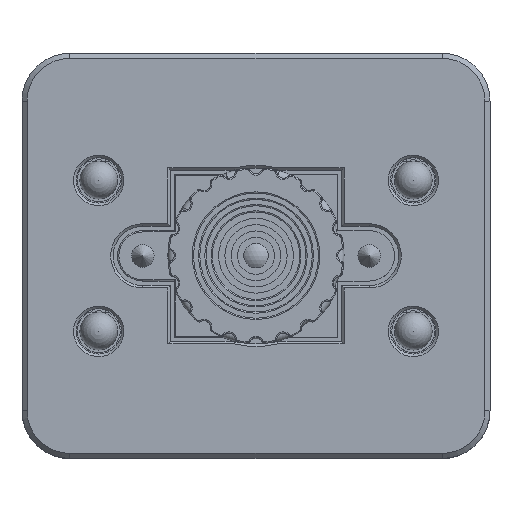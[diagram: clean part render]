
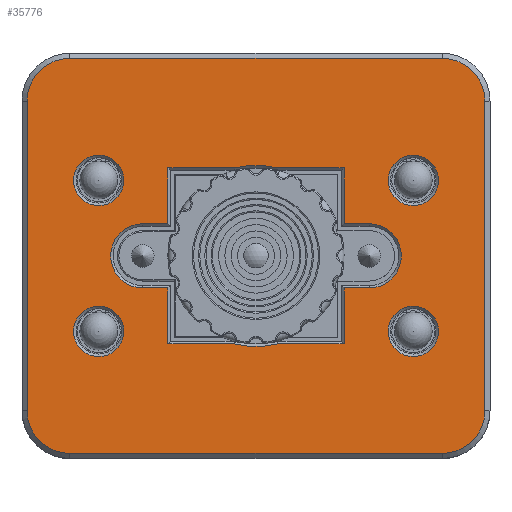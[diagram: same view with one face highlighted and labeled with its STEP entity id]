
A CAD part, top view. The second image highlights one B-rep face of the part: STEP entity #35776.
In plain terms, the highlighted planar face has unit normal (0, 0, 1).
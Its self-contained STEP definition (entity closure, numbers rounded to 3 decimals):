
#1034=FACE_BOUND('',#13431,.T.);
#1035=FACE_BOUND('',#13432,.T.);
#1036=FACE_BOUND('',#13433,.T.);
#1037=FACE_BOUND('',#13434,.T.);
#1038=FACE_BOUND('',#13435,.T.);
#4201=LINE('',#65383,#7941);
#4203=LINE('',#65388,#7943);
#4204=LINE('',#65392,#7944);
#4205=LINE('',#65396,#7945);
#4206=LINE('',#65400,#7946);
#4207=LINE('',#65411,#7947);
#4208=LINE('',#65415,#7948);
#4209=LINE('',#65417,#7949);
#4210=LINE('',#65419,#7950);
#4211=LINE('',#65423,#7951);
#4212=LINE('',#65425,#7952);
#4213=LINE('',#65427,#7953);
#4214=LINE('',#65431,#7954);
#4215=LINE('',#65433,#7955);
#4216=LINE('',#65435,#7956);
#4217=LINE('',#65438,#7957);
#7941=VECTOR('',#47021,10.);
#7943=VECTOR('',#47025,10.);
#7944=VECTOR('',#47028,10.);
#7945=VECTOR('',#47031,10.);
#7946=VECTOR('',#47034,10.);
#7947=VECTOR('',#47045,10.);
#7948=VECTOR('',#47048,10.);
#7949=VECTOR('',#47049,10.);
#7950=VECTOR('',#47050,10.);
#7951=VECTOR('',#47053,10.);
#7952=VECTOR('',#47054,10.);
#7953=VECTOR('',#47055,10.);
#7954=VECTOR('',#47058,10.);
#7955=VECTOR('',#47059,10.);
#7956=VECTOR('',#47060,10.);
#7957=VECTOR('',#47063,10.);
#9575=PLANE('',#38661);
#11405=FACE_OUTER_BOUND('',#13430,.T.);
#13430=EDGE_LOOP('',(#31817,#31818,#31819,#31820,#31821,#31822,#31823,#31824));
#13431=EDGE_LOOP('',(#31825));
#13432=EDGE_LOOP('',(#31826));
#13433=EDGE_LOOP('',(#31827));
#13434=EDGE_LOOP('',(#31828));
#13435=EDGE_LOOP('',(#31829,#31830,#31831,#31832,#31833,#31834,#31835,#31836,
#31837,#31838,#31839,#31840,#31841,#31842,#31843,#31844));
#14937=CIRCLE('',#38662,3.4);
#14938=CIRCLE('',#38663,3.4);
#14939=CIRCLE('',#38664,3.4);
#14940=CIRCLE('',#38665,3.4);
#14941=CIRCLE('',#38666,2.);
#14942=CIRCLE('',#38667,2.);
#14943=CIRCLE('',#38668,2.);
#14944=CIRCLE('',#38669,2.);
#14945=CIRCLE('',#38670,2.55);
#14946=CIRCLE('',#38671,7.2);
#14947=CIRCLE('',#38672,2.55);
#14948=CIRCLE('',#38673,7.2);
#17844=VERTEX_POINT('',#65380);
#17845=VERTEX_POINT('',#65382);
#17846=VERTEX_POINT('',#65386);
#17847=VERTEX_POINT('',#65387);
#17848=VERTEX_POINT('',#65389);
#17849=VERTEX_POINT('',#65391);
#17850=VERTEX_POINT('',#65393);
#17851=VERTEX_POINT('',#65395);
#17852=VERTEX_POINT('',#65397);
#17853=VERTEX_POINT('',#65399);
#17854=VERTEX_POINT('',#65402);
#17855=VERTEX_POINT('',#65404);
#17856=VERTEX_POINT('',#65406);
#17857=VERTEX_POINT('',#65408);
#17858=VERTEX_POINT('',#65410);
#17859=VERTEX_POINT('',#65412);
#17860=VERTEX_POINT('',#65414);
#17861=VERTEX_POINT('',#65416);
#17862=VERTEX_POINT('',#65418);
#17863=VERTEX_POINT('',#65420);
#17864=VERTEX_POINT('',#65422);
#17865=VERTEX_POINT('',#65424);
#17866=VERTEX_POINT('',#65426);
#17867=VERTEX_POINT('',#65428);
#17868=VERTEX_POINT('',#65430);
#17869=VERTEX_POINT('',#65432);
#17870=VERTEX_POINT('',#65434);
#17871=VERTEX_POINT('',#65436);
#22583=EDGE_CURVE('',#17844,#17845,#4201,.T.);
#22585=EDGE_CURVE('',#17846,#17847,#4203,.T.);
#22586=EDGE_CURVE('',#17848,#17846,#14937,.T.);
#22587=EDGE_CURVE('',#17849,#17848,#4204,.T.);
#22588=EDGE_CURVE('',#17850,#17849,#14938,.T.);
#22589=EDGE_CURVE('',#17851,#17850,#4205,.T.);
#22590=EDGE_CURVE('',#17852,#17851,#14939,.T.);
#22591=EDGE_CURVE('',#17853,#17852,#4206,.T.);
#22592=EDGE_CURVE('',#17847,#17853,#14940,.T.);
#22593=EDGE_CURVE('',#17854,#17854,#14941,.T.);
#22594=EDGE_CURVE('',#17855,#17855,#14942,.T.);
#22595=EDGE_CURVE('',#17856,#17856,#14943,.T.);
#22596=EDGE_CURVE('',#17857,#17857,#14944,.T.);
#22597=EDGE_CURVE('',#17858,#17844,#4207,.T.);
#22598=EDGE_CURVE('',#17859,#17858,#14945,.T.);
#22599=EDGE_CURVE('',#17860,#17859,#4208,.T.);
#22600=EDGE_CURVE('',#17861,#17860,#4209,.T.);
#22601=EDGE_CURVE('',#17862,#17861,#4210,.T.);
#22602=EDGE_CURVE('',#17863,#17862,#14946,.T.);
#22603=EDGE_CURVE('',#17864,#17863,#4211,.T.);
#22604=EDGE_CURVE('',#17865,#17864,#4212,.T.);
#22605=EDGE_CURVE('',#17866,#17865,#4213,.T.);
#22606=EDGE_CURVE('',#17867,#17866,#14947,.T.);
#22607=EDGE_CURVE('',#17868,#17867,#4214,.T.);
#22608=EDGE_CURVE('',#17869,#17868,#4215,.T.);
#22609=EDGE_CURVE('',#17870,#17869,#4216,.T.);
#22610=EDGE_CURVE('',#17871,#17870,#14948,.T.);
#22611=EDGE_CURVE('',#17845,#17871,#4217,.T.);
#31817=ORIENTED_EDGE('',*,*,#22585,.F.);
#31818=ORIENTED_EDGE('',*,*,#22586,.F.);
#31819=ORIENTED_EDGE('',*,*,#22587,.F.);
#31820=ORIENTED_EDGE('',*,*,#22588,.F.);
#31821=ORIENTED_EDGE('',*,*,#22589,.F.);
#31822=ORIENTED_EDGE('',*,*,#22590,.F.);
#31823=ORIENTED_EDGE('',*,*,#22591,.F.);
#31824=ORIENTED_EDGE('',*,*,#22592,.F.);
#31825=ORIENTED_EDGE('',*,*,#22593,.F.);
#31826=ORIENTED_EDGE('',*,*,#22594,.F.);
#31827=ORIENTED_EDGE('',*,*,#22595,.F.);
#31828=ORIENTED_EDGE('',*,*,#22596,.F.);
#31829=ORIENTED_EDGE('',*,*,#22583,.F.);
#31830=ORIENTED_EDGE('',*,*,#22597,.F.);
#31831=ORIENTED_EDGE('',*,*,#22598,.F.);
#31832=ORIENTED_EDGE('',*,*,#22599,.F.);
#31833=ORIENTED_EDGE('',*,*,#22600,.F.);
#31834=ORIENTED_EDGE('',*,*,#22601,.F.);
#31835=ORIENTED_EDGE('',*,*,#22602,.F.);
#31836=ORIENTED_EDGE('',*,*,#22603,.F.);
#31837=ORIENTED_EDGE('',*,*,#22604,.F.);
#31838=ORIENTED_EDGE('',*,*,#22605,.F.);
#31839=ORIENTED_EDGE('',*,*,#22606,.F.);
#31840=ORIENTED_EDGE('',*,*,#22607,.F.);
#31841=ORIENTED_EDGE('',*,*,#22608,.F.);
#31842=ORIENTED_EDGE('',*,*,#22609,.F.);
#31843=ORIENTED_EDGE('',*,*,#22610,.F.);
#31844=ORIENTED_EDGE('',*,*,#22611,.F.);
#35776=ADVANCED_FACE('',(#11405,#1034,#1035,#1036,#1037,#1038),#9575,.T.);
#38661=AXIS2_PLACEMENT_3D('',#65385,#47023,#47024);
#38662=AXIS2_PLACEMENT_3D('',#65390,#47026,#47027);
#38663=AXIS2_PLACEMENT_3D('',#65394,#47029,#47030);
#38664=AXIS2_PLACEMENT_3D('',#65398,#47032,#47033);
#38665=AXIS2_PLACEMENT_3D('',#65401,#47035,#47036);
#38666=AXIS2_PLACEMENT_3D('',#65403,#47037,#47038);
#38667=AXIS2_PLACEMENT_3D('',#65405,#47039,#47040);
#38668=AXIS2_PLACEMENT_3D('',#65407,#47041,#47042);
#38669=AXIS2_PLACEMENT_3D('',#65409,#47043,#47044);
#38670=AXIS2_PLACEMENT_3D('',#65413,#47046,#47047);
#38671=AXIS2_PLACEMENT_3D('',#65421,#47051,#47052);
#38672=AXIS2_PLACEMENT_3D('',#65429,#47056,#47057);
#38673=AXIS2_PLACEMENT_3D('',#65437,#47061,#47062);
#47021=DIRECTION('',(0.,-1.,0.));
#47023=DIRECTION('center_axis',(0.,0.,1.));
#47024=DIRECTION('ref_axis',(-1.,0.,0.));
#47025=DIRECTION('',(-1.,0.,0.));
#47026=DIRECTION('center_axis',(0.,0.,-1.));
#47027=DIRECTION('ref_axis',(0.707,-0.707,0.));
#47028=DIRECTION('',(0.,-1.,0.));
#47029=DIRECTION('center_axis',(0.,0.,-1.));
#47030=DIRECTION('ref_axis',(0.707,0.707,0.));
#47031=DIRECTION('',(1.,0.,0.));
#47032=DIRECTION('center_axis',(0.,0.,-1.));
#47033=DIRECTION('ref_axis',(-0.707,0.707,0.));
#47034=DIRECTION('',(0.,1.,0.));
#47035=DIRECTION('center_axis',(0.,0.,-1.));
#47036=DIRECTION('ref_axis',(-0.707,-0.707,0.));
#47037=DIRECTION('center_axis',(0.,0.,1.));
#47038=DIRECTION('ref_axis',(-1.,0.,0.));
#47039=DIRECTION('center_axis',(0.,0.,1.));
#47040=DIRECTION('ref_axis',(-1.,0.,0.));
#47041=DIRECTION('center_axis',(0.,0.,1.));
#47042=DIRECTION('ref_axis',(-1.,0.,0.));
#47043=DIRECTION('center_axis',(0.,0.,1.));
#47044=DIRECTION('ref_axis',(-1.,0.,0.));
#47045=DIRECTION('',(1.,0.,0.));
#47046=DIRECTION('center_axis',(0.,0.,1.));
#47047=DIRECTION('ref_axis',(0.,1.,0.));
#47048=DIRECTION('',(-1.,0.,0.));
#47049=DIRECTION('',(0.,-1.,0.));
#47050=DIRECTION('',(-1.,0.,0.));
#47051=DIRECTION('center_axis',(0.,0.,1.));
#47052=DIRECTION('ref_axis',(-1.,0.,0.));
#47053=DIRECTION('',(-1.,0.,0.));
#47054=DIRECTION('',(0.,1.,0.));
#47055=DIRECTION('',(-1.,0.,0.));
#47056=DIRECTION('center_axis',(0.,0.,1.));
#47057=DIRECTION('ref_axis',(0.,-1.,0.));
#47058=DIRECTION('',(1.,0.,0.));
#47059=DIRECTION('',(0.,1.,0.));
#47060=DIRECTION('',(1.,0.,0.));
#47061=DIRECTION('center_axis',(0.,0.,1.));
#47062=DIRECTION('ref_axis',(-1.,0.,0.));
#47063=DIRECTION('',(1.,0.,0.));
#65380=CARTESIAN_POINT('',(-7.,-2.55,3.2));
#65382=CARTESIAN_POINT('',(-7.,-7.,3.2));
#65383=CARTESIAN_POINT('',(-7.,-3.4,3.2));
#65385=CARTESIAN_POINT('Origin',(0.,0.,3.2));
#65386=CARTESIAN_POINT('',(14.8,-15.7,3.2));
#65387=CARTESIAN_POINT('',(-14.8,-15.7,3.2));
#65388=CARTESIAN_POINT('',(-8.4,-15.7,3.2));
#65389=CARTESIAN_POINT('',(18.2,-12.3,3.2));
#65390=CARTESIAN_POINT('Origin',(14.8,-12.3,3.2));
#65391=CARTESIAN_POINT('',(18.2,12.3,3.2));
#65392=CARTESIAN_POINT('',(18.2,-7.15,3.2));
#65393=CARTESIAN_POINT('',(14.8,15.7,3.2));
#65394=CARTESIAN_POINT('Origin',(14.8,12.3,3.2));
#65395=CARTESIAN_POINT('',(-14.8,15.7,3.2));
#65396=CARTESIAN_POINT('',(8.4,15.7,3.2));
#65397=CARTESIAN_POINT('',(-18.2,12.3,3.2));
#65398=CARTESIAN_POINT('Origin',(-14.8,12.3,3.2));
#65399=CARTESIAN_POINT('',(-18.2,-12.3,3.2));
#65400=CARTESIAN_POINT('',(-18.2,7.15,3.2));
#65401=CARTESIAN_POINT('Origin',(-14.8,-12.3,3.2));
#65402=CARTESIAN_POINT('',(14.5,6.,3.2));
#65403=CARTESIAN_POINT('Origin',(12.5,6.,3.2));
#65404=CARTESIAN_POINT('',(-10.5,-6.,3.2));
#65405=CARTESIAN_POINT('Origin',(-12.5,-6.,3.2));
#65406=CARTESIAN_POINT('',(-10.5,6.,3.2));
#65407=CARTESIAN_POINT('Origin',(-12.5,6.,3.2));
#65408=CARTESIAN_POINT('',(14.5,-6.,3.2));
#65409=CARTESIAN_POINT('Origin',(12.5,-6.,3.2));
#65410=CARTESIAN_POINT('',(-9.,-2.55,3.2));
#65411=CARTESIAN_POINT('',(-3.4,-2.55,3.2));
#65412=CARTESIAN_POINT('',(-9.,2.55,3.2));
#65413=CARTESIAN_POINT('Origin',(-9.,0.,3.2));
#65414=CARTESIAN_POINT('',(-7.,2.55,3.2));
#65415=CARTESIAN_POINT('',(-4.5,2.55,3.2));
#65416=CARTESIAN_POINT('',(-7.,7.,3.2));
#65417=CARTESIAN_POINT('',(-7.,1.175,3.2));
#65418=CARTESIAN_POINT('',(-1.685,7.,3.2));
#65419=CARTESIAN_POINT('',(-3.4,7.,3.2));
#65420=CARTESIAN_POINT('',(1.686,7.,3.2));
#65421=CARTESIAN_POINT('Origin',(0.,0.,3.2));
#65422=CARTESIAN_POINT('',(7.,7.,3.2));
#65423=CARTESIAN_POINT('',(-3.4,7.,3.2));
#65424=CARTESIAN_POINT('',(7.,2.55,3.2));
#65425=CARTESIAN_POINT('',(7.,3.4,3.2));
#65426=CARTESIAN_POINT('',(9.,2.55,3.2));
#65427=CARTESIAN_POINT('',(3.4,2.55,3.2));
#65428=CARTESIAN_POINT('',(9.,-2.55,3.2));
#65429=CARTESIAN_POINT('Origin',(9.,0.,3.2));
#65430=CARTESIAN_POINT('',(7.,-2.55,3.2));
#65431=CARTESIAN_POINT('',(4.5,-2.55,3.2));
#65432=CARTESIAN_POINT('',(7.,-7.,3.2));
#65433=CARTESIAN_POINT('',(7.,-1.175,3.2));
#65434=CARTESIAN_POINT('',(1.685,-7.,3.2));
#65435=CARTESIAN_POINT('',(3.4,-7.,3.2));
#65436=CARTESIAN_POINT('',(-1.686,-7.,3.2));
#65437=CARTESIAN_POINT('Origin',(0.,0.,3.2));
#65438=CARTESIAN_POINT('',(3.4,-7.,3.2));
